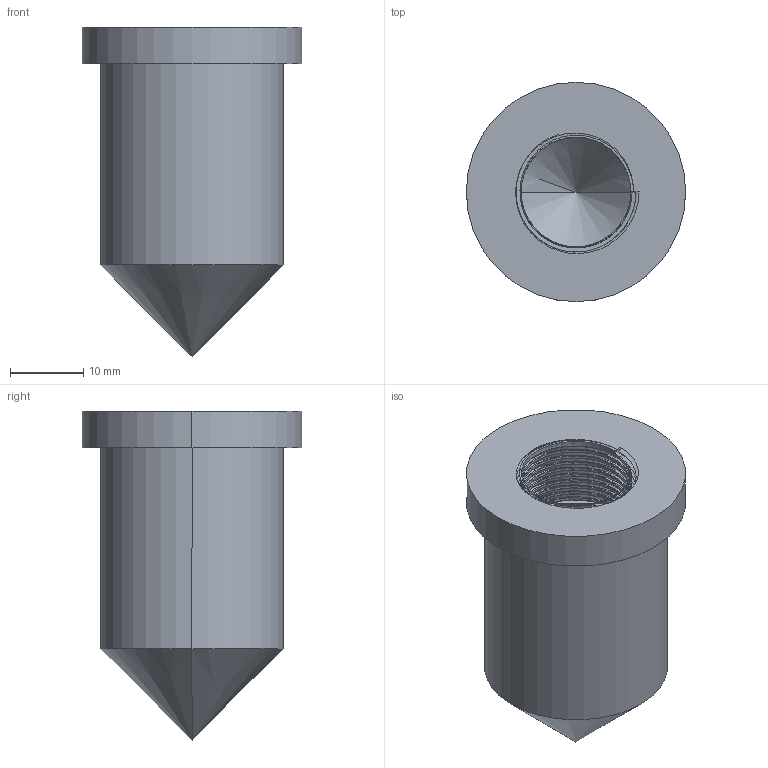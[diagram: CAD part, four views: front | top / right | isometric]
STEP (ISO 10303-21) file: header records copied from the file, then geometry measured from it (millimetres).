
FILE_DESCRIPTION (( 'STEP AP203' ), '1' );
FILE_NAME ('Toprak Sýcaklýk Sensörü Uç Kýsým.STEP', '2020-07-04T13:58:37', ( 'USER' ), ( '' ), 'SwSTEP 2.0', 'SolidWorks 2012', '' );
FILE_SCHEMA (( 'CONFIG_CONTROL_DESIGN' ));
Length unit declared in the file: millimetre
Products named in the file (1): Toprak Sýcaklýk Sensörü Uç Kýsým
Bounding box: 30 x 30 x 45.06 mm (x, y, z)
Volume: 12289.3 mm3; surface area: 6843.3 mm2
Topology: 1 solids, 1 shells, 42 faces, 114 edges, 71 vertices
Faces by surface type: cylinder 26, bspline 7, plane 5, cone 4
Entity records: 3673 total; most frequent: CARTESIAN_POINT 2724, ORIENTED_EDGE 220, DIRECTION 144, EDGE_CURVE 110, VERTEX_POINT 71, AXIS2_PLACEMENT_3D 50, EDGE_LOOP 45, VECTOR 44
